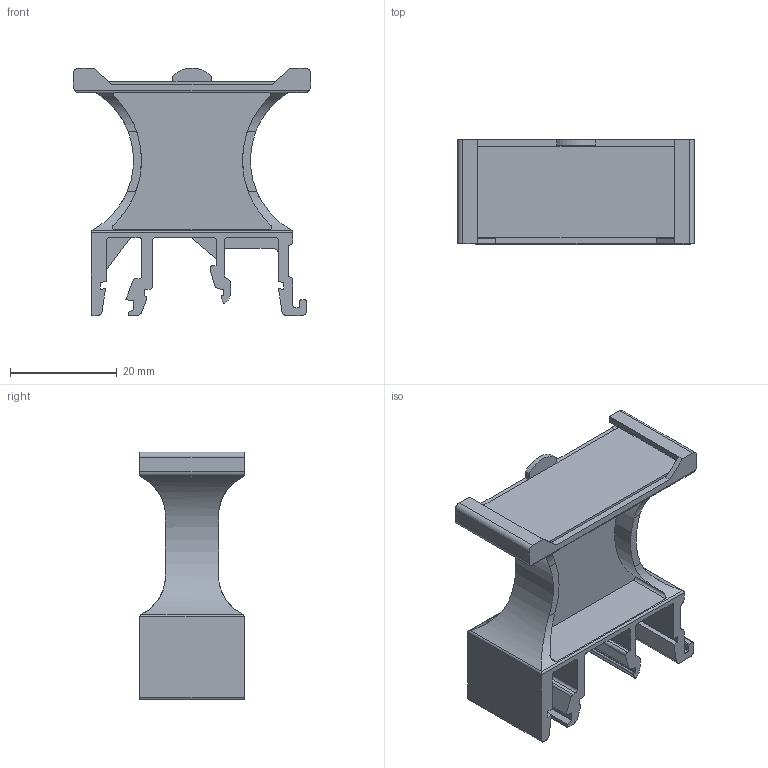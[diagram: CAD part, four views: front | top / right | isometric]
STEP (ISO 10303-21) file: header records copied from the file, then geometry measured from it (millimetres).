
FILE_DESCRIPTION (( 'STEP AP203' ), '1' );
FILE_NAME ('GMH7.STEP', '2024-11-22T13:21:53', ( '' ), ( '' ), 'SwSTEP 2.0', 'SolidWorks 2022', '' );
FILE_SCHEMA (( 'CONFIG_CONTROL_DESIGN' ));
Length unit declared in the file: millimetre
Products named in the file (1): GMH7
Bounding box: 44.4 x 19.5 x 46.45 mm (x, y, z)
Volume: 7713.6 mm3; surface area: 10533.8 mm2
Topology: 2 solids, 2 shells, 174 faces, 504 edges, 334 vertices
Faces by surface type: plane 95, cylinder 79
Entity records: 6616 total; most frequent: CARTESIAN_POINT 1936, ORIENTED_EDGE 1008, DIRECTION 924, EDGE_CURVE 504, VERTEX_POINT 334, LINE 330, VECTOR 330, AXIS2_PLACEMENT_3D 297
